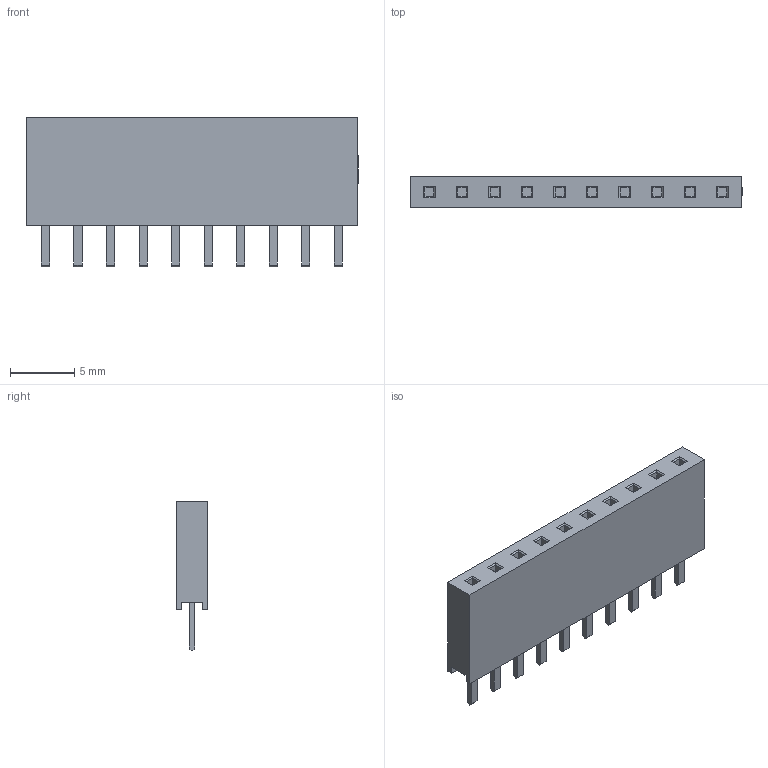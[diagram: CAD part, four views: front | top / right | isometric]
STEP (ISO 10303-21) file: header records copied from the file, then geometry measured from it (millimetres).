
FILE_DESCRIPTION (( 'STEP AP214' ), '1' );
FILE_NAME ('HDR-TH_10P-P2.54-F-LI-1X10P.step', '2022-07-02T11:23:55', ( '' ), ( '' ), 'SwSTEP 2.0', 'SolidWorks 2020', '' );
FILE_SCHEMA (( 'AUTOMOTIVE_DESIGN' ));
Length unit declared in the file: millimetre
Products named in the file (1): HDR-TH_10P-P2.54-F-LI-1X10P
Bounding box: 25.91 x 2.43 x 11.7 mm (x, y, z)
Volume: 509.3 mm3; surface area: 769.5 mm2
Topology: 1 solids, 1 shells, 454 faces, 1178 edges, 772 vertices
Faces by surface type: plane 340, bspline 114
Entity records: 18632 total; most frequent: CARTESIAN_POINT 4767, ORIENTED_EDGE 2356, DIRECTION 1628, EDGE_CURVE 1178, VECTOR 946, LINE 946, VERTEX_POINT 772, EDGE_LOOP 500
